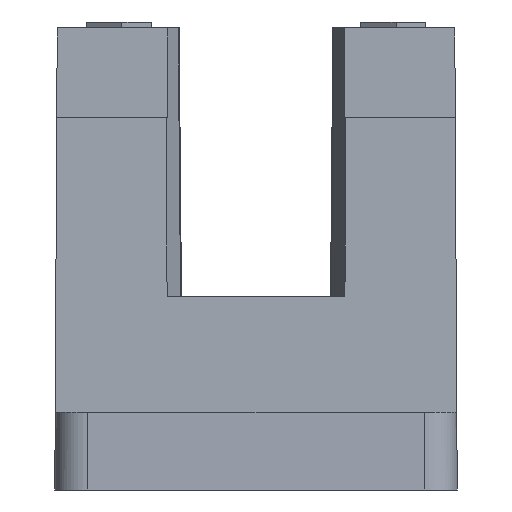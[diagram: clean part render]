
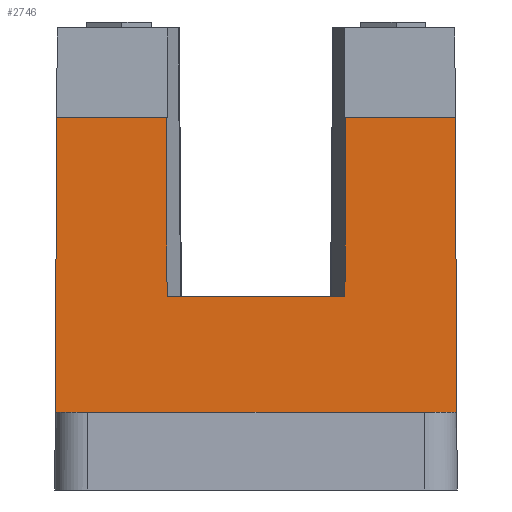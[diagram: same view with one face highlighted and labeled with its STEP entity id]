
A CAD part, left-side view. The second image highlights one B-rep face of the part: STEP entity #2746.
In plain terms, the highlighted planar face has unit normal (-1, 0, 0.009).
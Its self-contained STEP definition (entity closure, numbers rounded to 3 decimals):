
#97=DIRECTION('',(0.,1.,0.));
#98=VECTOR('',#97,5.966);
#99=CARTESIAN_POINT('',(-8.916,-2.983,3.25));
#100=LINE('',#99,#98);
#1111=DIRECTION('',(0.009,0.005,1.));
#1112=VECTOR('',#1111,9.901);
#1113=CARTESIAN_POINT('',(-8.95,-6.736,-0.65));
#1114=LINE('',#1113,#1112);
#1127=DIRECTION('',(-0.009,0.005,-1.));
#1128=VECTOR('',#1127,9.901);
#1129=CARTESIAN_POINT('',(-8.864,6.685,9.25));
#1130=LINE('',#1129,#1128);
#1167=DIRECTION('',(0.,-1.,0.));
#1168=VECTOR('',#1167,3.669);
#1169=CARTESIAN_POINT('',(-8.864,6.685,9.25));
#1170=LINE('',#1169,#1168);
#1171=DIRECTION('',(-0.009,-0.005,-1.));
#1172=VECTOR('',#1171,6.);
#1173=CARTESIAN_POINT('',(-8.864,3.015,9.25));
#1174=LINE('',#1173,#1172);
#1175=DIRECTION('',(-0.009,0.005,-1.));
#1176=VECTOR('',#1175,6.);
#1177=CARTESIAN_POINT('',(-8.864,-3.015,
9.25));
#1178=LINE('',#1177,#1176);
#1179=DIRECTION('',(0.,-1.,0.));
#1180=VECTOR('',#1179,3.669);
#1181=CARTESIAN_POINT('',(-8.864,-3.015,
9.25));
#1182=LINE('',#1181,#1180);
#1183=DIRECTION('',(0.,-1.,0.));
#1184=VECTOR('',#1183,13.473);
#1185=CARTESIAN_POINT('',(-8.95,6.736,-0.65));
#1186=LINE('',#1185,#1184);
#1477=CARTESIAN_POINT('',(-8.916,-2.983,3.25));
#1478=CARTESIAN_POINT('',(-8.916,2.983,3.25));
#1479=VERTEX_POINT('',#1477);
#1480=VERTEX_POINT('',#1478);
#1481=CARTESIAN_POINT('',(-8.95,6.736,-0.65));
#1482=CARTESIAN_POINT('',(-8.95,-6.736,-0.65));
#1483=VERTEX_POINT('',#1481);
#1484=VERTEX_POINT('',#1482);
#1503=CARTESIAN_POINT('',(-8.864,6.685,9.25));
#1504=CARTESIAN_POINT('',(-8.864,3.015,9.25));
#1505=VERTEX_POINT('',#1503);
#1506=VERTEX_POINT('',#1504);
#1507=CARTESIAN_POINT('',(-8.864,-3.015,
9.25));
#1508=CARTESIAN_POINT('',(-8.864,-6.685,
9.25));
#1509=VERTEX_POINT('',#1507);
#1510=VERTEX_POINT('',#1508);
#2729=CARTESIAN_POINT('',(-8.95,7.146,-0.65));
#2730=DIRECTION('',(-1.,0.,0.009));
#2731=DIRECTION('',(0.,-1.,0.));
#2732=AXIS2_PLACEMENT_3D('',#2729,#2730,#2731);
#2733=PLANE('',#2732);
#2735=ORIENTED_EDGE('',*,*,#2734,.T.);
#2736=ORIENTED_EDGE('',*,*,#2243,.T.);
#2737=ORIENTED_EDGE('',*,*,#1750,.F.);
#2738=ORIENTED_EDGE('',*,*,#2206,.F.);
#2740=ORIENTED_EDGE('',*,*,#2739,.T.);
#2741=ORIENTED_EDGE('',*,*,#2682,.F.);
#2742=ORIENTED_EDGE('',*,*,#2580,.F.);
#2743=ORIENTED_EDGE('',*,*,#2698,.F.);
#2744=EDGE_LOOP('',(#2735,#2736,#2737,#2738,#2740,#2741,#2742,#2743));
#2745=FACE_OUTER_BOUND('',#2744,.F.);
#2746=ADVANCED_FACE('',(#2745),#2733,.T.);
#1750=EDGE_CURVE('',#1479,#1480,#100,.T.);
#2206=EDGE_CURVE('',#1509,#1479,#1178,.T.);
#2243=EDGE_CURVE('',#1506,#1480,#1174,.T.);
#2580=EDGE_CURVE('',#1483,#1484,#1186,.T.);
#2682=EDGE_CURVE('',#1484,#1510,#1114,.T.);
#2698=EDGE_CURVE('',#1505,#1483,#1130,.T.);
#2734=EDGE_CURVE('',#1505,#1506,#1170,.T.);
#2739=EDGE_CURVE('',#1509,#1510,#1182,.T.);
